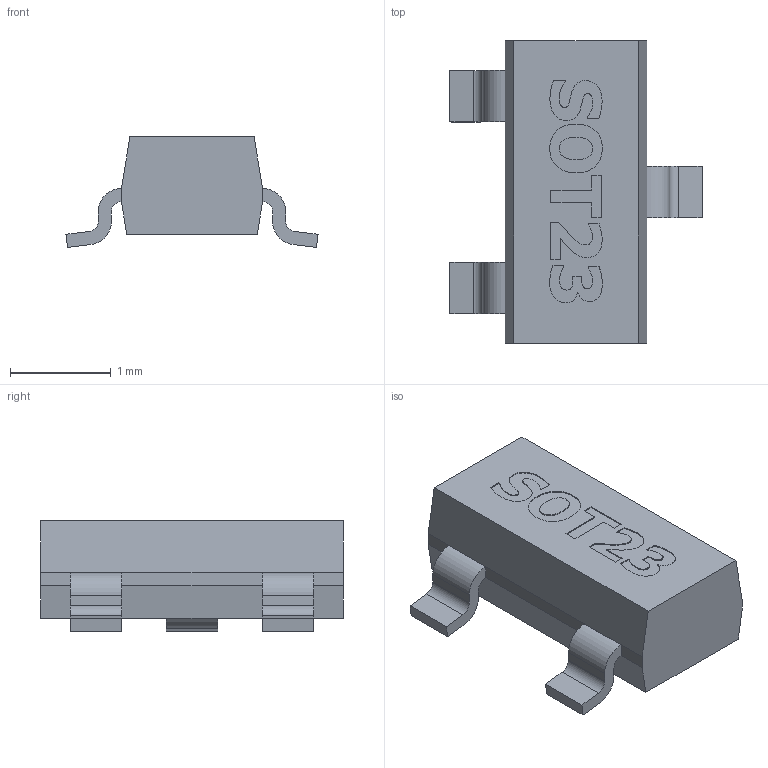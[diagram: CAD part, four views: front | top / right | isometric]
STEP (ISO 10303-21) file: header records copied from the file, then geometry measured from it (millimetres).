
FILE_DESCRIPTION(/* description */ (''),/* implementation_level */ '2;1');
FILE_NAME(/* name */ 'Diodos SOT23.stp',/* time_stamp */ '2023-10-26T13:51:10-03:00',/* author */ ('rogerio.marcondeli'),/* organization */ (''),/* preprocessor_version */ 'ST-DEVELOPER v18.1',/* originating_system */ 'Autodesk Inventor 2022',/* authorisation */ ', , ');
FILE_SCHEMA (('AUTOMOTIVE_DESIGN { 1 0 10303 214 3 1 1 }'));
Length unit declared in the file: millimetre
Products named in the file (1): Diodos SOT95P240X110-3N
Bounding box: 2.5 x 3 x 1.1 mm (x, y, z)
Volume: 4.1 mm3; surface area: 19.8 mm2
Topology: 4 solids, 4 shells, 135 faces, 363 edges, 242 vertices
Faces by surface type: plane 66, bspline 57, cylinder 12
Entity records: 4807 total; most frequent: CARTESIAN_POINT 1649, ORIENTED_EDGE 726, DIRECTION 431, EDGE_CURVE 363, VERTEX_POINT 242, LINE 225, VECTOR 225, EDGE_LOOP 141
